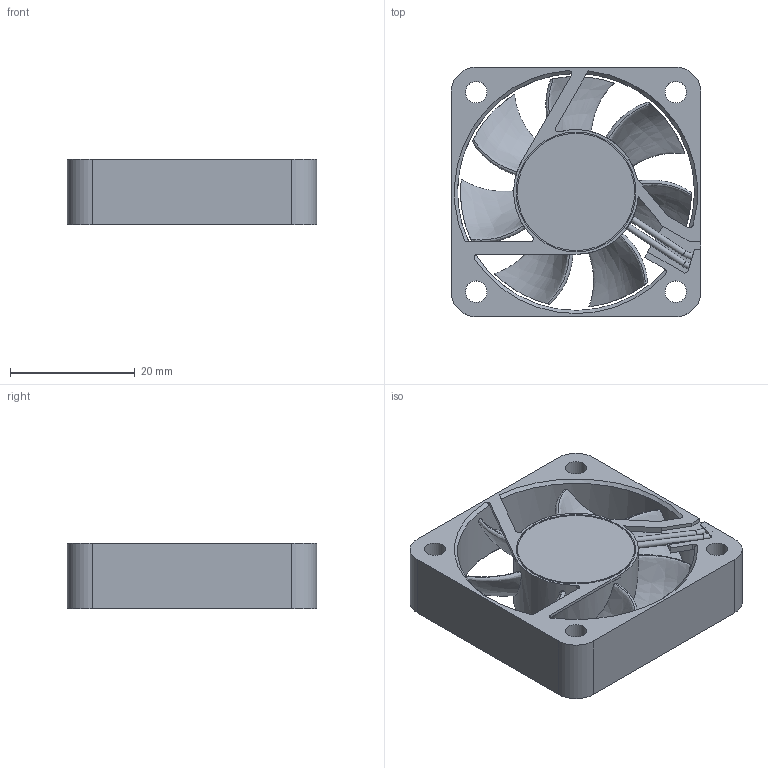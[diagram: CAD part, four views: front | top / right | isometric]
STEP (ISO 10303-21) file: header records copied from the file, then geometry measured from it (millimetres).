
FILE_DESCRIPTION(/* description */ (''),/* implementation_level */ '2;1');
FILE_NAME(/* name */ 'Fan_40x40x10mm.step',/* time_stamp */ '2021-11-21T12:18:52+02:00',/* author */ (''),/* organization */ (''),/* preprocessor_version */ 'ST-DEVELOPER v18.1',/* originating_system */ 'Autodesk Translation Framework v10.10.0.1391',/* authorisation */ '');
FILE_SCHEMA (('AUTOMOTIVE_DESIGN { 1 0 10303 214 3 1 1 }'));
Length unit declared in the file: millimetre
Products named in the file (1): Fan_40x40x10mm
Bounding box: 40 x 40 x 10.5 mm (x, y, z)
Volume: 8425.5 mm3; surface area: 7131 mm2
Topology: 1 solids, 1 shells, 100 faces, 276 edges, 179 vertices
Faces by surface type: plane 41, cylinder 38, bspline 14, cone 4, torus 3
Full cylindrical faces by diameter (mm): 0.6 x2, 1 x2, 3.45 x4, 18.8 x1, 19.2 x1, 20 x1, 38 x1
Entity records: 8633 total; most frequent: CARTESIAN_POINT 6032, ORIENTED_EDGE 552, DIRECTION 495, EDGE_CURVE 276, AXIS2_PLACEMENT_3D 185, VERTEX_POINT 179, LINE 125, VECTOR 125
